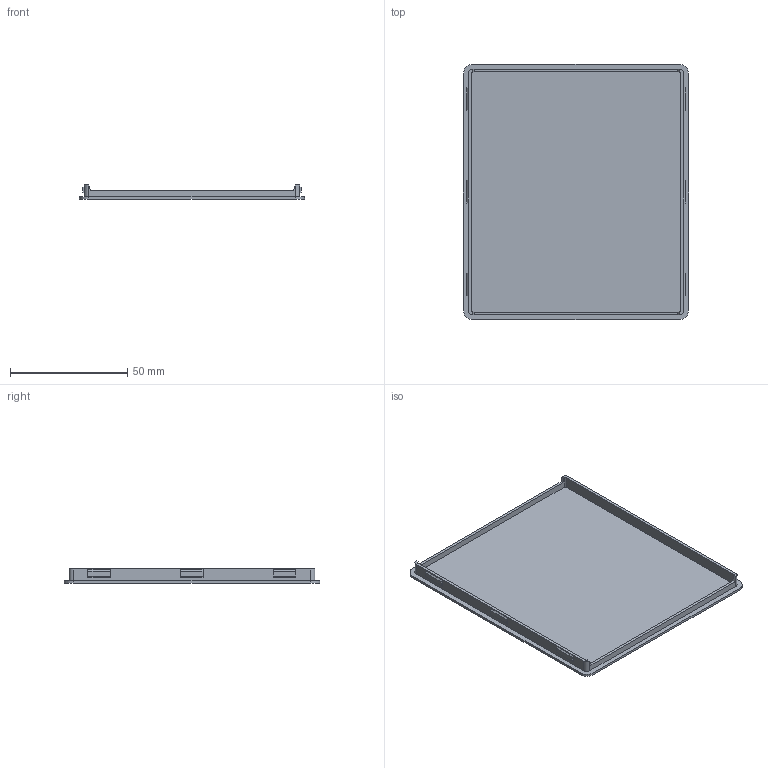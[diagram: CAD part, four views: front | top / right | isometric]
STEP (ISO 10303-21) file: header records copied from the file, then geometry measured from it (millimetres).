
FILE_DESCRIPTION(/* description */ ('Alibre Inc.'),/* implementation_level */ '2;1');
FILE_NAME(/* name */ 'export0',/* time_stamp */ '2020-11-07T23:18:03+01:00',/* author */ (''),/* organization */ (''),/* preprocessor_version */ 'ST-DEVELOPER v14',/* originating_system */ 'Alibre',/* authorisation */ '');
FILE_SCHEMA (('CONFIG_CONTROL_DESIGN'));
Length unit declared in the file: centimetre
Products named in the file (1): ID_1
Bounding box: 96 x 109 x 6 mm (x, y, z)
Volume: 12354 mm3; surface area: 24382.9 mm2
Topology: 1 solids, 1 shells, 65 faces, 160 edges, 104 vertices
Faces by surface type: plane 53, cylinder 12
Entity records: 1898 total; most frequent: CARTESIAN_POINT 322, ORIENTED_EDGE 320, DIRECTION 254, EDGE_CURVE 160, VECTOR 134, LINE 134, VERTEX_POINT 104, AXIS2_PLACEMENT_3D 84
